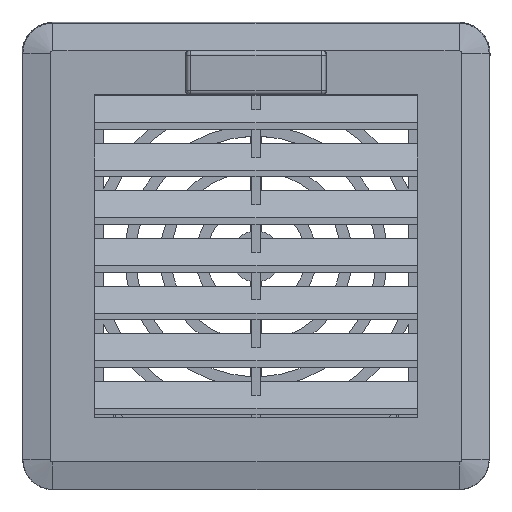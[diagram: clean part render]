
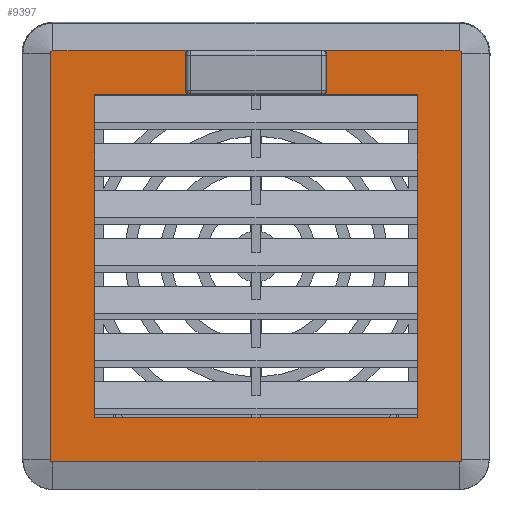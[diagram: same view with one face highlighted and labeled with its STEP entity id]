
A CAD part, top view. The second image highlights one B-rep face of the part: STEP entity #9397.
In plain terms, the highlighted face is planar.
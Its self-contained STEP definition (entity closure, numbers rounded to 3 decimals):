
#1249=PLANE('',#10382);
#1686=FACE_OUTER_BOUND('',#2210,.T.);
#2210=EDGE_LOOP('',(#8599,#8600,#8601,#8602,#8603,#8604,#8605,#8606,#8607,
#8608,#8609,#8610,#8611,#8612,#8613,#8614,#8615,#8616,#8617,#8618));
#2994=LINE('',#15379,#3896);
#3002=LINE('',#15403,#3904);
#3049=LINE('',#15506,#3951);
#3051=LINE('',#15510,#3953);
#3058=LINE('',#15525,#3960);
#3062=LINE('',#15532,#3964);
#3068=LINE('',#15550,#3970);
#3074=LINE('',#15570,#3976);
#3075=LINE('',#15571,#3977);
#3077=LINE('',#15576,#3979);
#3078=LINE('',#15577,#3980);
#3090=LINE('',#15608,#3992);
#3896=VECTOR('',#12523,10.);
#3904=VECTOR('',#12547,10.);
#3951=VECTOR('',#12668,10.);
#3953=VECTOR('',#12672,10.);
#3960=VECTOR('',#12687,10.);
#3964=VECTOR('',#12693,10.);
#3970=VECTOR('',#12717,10.);
#3976=VECTOR('',#12743,10.);
#3977=VECTOR('',#12744,10.);
#3979=VECTOR('',#12748,10.);
#3980=VECTOR('',#12749,10.);
#3992=VECTOR('',#12789,10.);
#4349=CIRCLE('',#10295,1.);
#4351=CIRCLE('',#10299,1.);
#4353=CIRCLE('',#10303,1.);
#4355=CIRCLE('',#10307,1.);
#4357=CIRCLE('',#10337,0.574);
#4360=CIRCLE('',#10352,0.574);
#4363=CIRCLE('',#10359,0.574);
#4368=CIRCLE('',#10376,0.574);
#5071=VERTEX_POINT('',#15369);
#5072=VERTEX_POINT('',#15370);
#5075=VERTEX_POINT('',#15378);
#5077=VERTEX_POINT('',#15384);
#5079=VERTEX_POINT('',#15390);
#5081=VERTEX_POINT('',#15396);
#5083=VERTEX_POINT('',#15402);
#5085=VERTEX_POINT('',#15408);
#5097=VERTEX_POINT('',#15488);
#5098=VERTEX_POINT('',#15490);
#5101=VERTEX_POINT('',#15502);
#5102=VERTEX_POINT('',#15504);
#5103=VERTEX_POINT('',#15508);
#5107=VERTEX_POINT('',#15524);
#5109=VERTEX_POINT('',#15530);
#5111=VERTEX_POINT('',#15540);
#5112=VERTEX_POINT('',#15548);
#5114=VERTEX_POINT('',#15553);
#5118=VERTEX_POINT('',#15574);
#5123=VERTEX_POINT('',#15597);
#6184=EDGE_CURVE('',#5071,#5072,#4349,.T.);
#6188=EDGE_CURVE('',#5075,#5071,#2994,.T.);
#6191=EDGE_CURVE('',#5077,#5075,#4351,.T.);
#6197=EDGE_CURVE('',#5081,#5079,#4353,.T.);
#6200=EDGE_CURVE('',#5083,#5081,#3002,.T.);
#6203=EDGE_CURVE('',#5085,#5083,#4355,.T.);
#6244=EDGE_CURVE('',#5097,#5098,#4357,.T.);
#6252=EDGE_CURVE('',#5101,#5102,#3049,.T.);
#6254=EDGE_CURVE('',#5103,#5097,#3051,.T.);
#6261=EDGE_CURVE('',#5107,#5101,#3058,.T.);
#6265=EDGE_CURVE('',#5102,#5109,#3062,.T.);
#6270=EDGE_CURVE('',#5111,#5103,#4360,.T.);
#6274=EDGE_CURVE('',#5112,#5111,#3068,.T.);
#6276=EDGE_CURVE('',#5114,#5112,#4363,.T.);
#6284=EDGE_CURVE('',#5072,#5107,#3074,.T.);
#6285=EDGE_CURVE('',#5109,#5085,#3075,.T.);
#6287=EDGE_CURVE('',#5118,#5079,#3077,.T.);
#6288=EDGE_CURVE('',#5077,#5114,#3078,.T.);
#6299=EDGE_CURVE('',#5123,#5118,#4368,.T.);
#6304=EDGE_CURVE('',#5098,#5123,#3090,.T.);
#8599=ORIENTED_EDGE('',*,*,#6197,.T.);
#8600=ORIENTED_EDGE('',*,*,#6287,.F.);
#8601=ORIENTED_EDGE('',*,*,#6299,.F.);
#8602=ORIENTED_EDGE('',*,*,#6304,.F.);
#8603=ORIENTED_EDGE('',*,*,#6244,.F.);
#8604=ORIENTED_EDGE('',*,*,#6254,.F.);
#8605=ORIENTED_EDGE('',*,*,#6270,.F.);
#8606=ORIENTED_EDGE('',*,*,#6274,.F.);
#8607=ORIENTED_EDGE('',*,*,#6276,.F.);
#8608=ORIENTED_EDGE('',*,*,#6288,.F.);
#8609=ORIENTED_EDGE('',*,*,#6191,.T.);
#8610=ORIENTED_EDGE('',*,*,#6188,.T.);
#8611=ORIENTED_EDGE('',*,*,#6184,.T.);
#8612=ORIENTED_EDGE('',*,*,#6284,.T.);
#8613=ORIENTED_EDGE('',*,*,#6261,.T.);
#8614=ORIENTED_EDGE('',*,*,#6252,.T.);
#8615=ORIENTED_EDGE('',*,*,#6265,.T.);
#8616=ORIENTED_EDGE('',*,*,#6285,.T.);
#8617=ORIENTED_EDGE('',*,*,#6203,.T.);
#8618=ORIENTED_EDGE('',*,*,#6200,.T.);
#9397=ADVANCED_FACE('',(#1686),#1249,.T.);
#10295=AXIS2_PLACEMENT_3D('',#15371,#12515,#12516);
#10299=AXIS2_PLACEMENT_3D('',#15385,#12528,#12529);
#10303=AXIS2_PLACEMENT_3D('',#15397,#12540,#12541);
#10307=AXIS2_PLACEMENT_3D('',#15409,#12552,#12553);
#10337=AXIS2_PLACEMENT_3D('',#15491,#12651,#12652);
#10352=AXIS2_PLACEMENT_3D('',#15542,#12704,#12705);
#10359=AXIS2_PLACEMENT_3D('',#15555,#12721,#12722);
#10376=AXIS2_PLACEMENT_3D('',#15599,#12773,#12774);
#10382=AXIS2_PLACEMENT_3D('',#15607,#12787,#12788);
#12515=DIRECTION('center_axis',(0.,-1.,0.));
#12516=DIRECTION('ref_axis',(0.,0.,1.));
#12523=DIRECTION('',(0.,0.,1.));
#12528=DIRECTION('center_axis',(0.,-1.,0.));
#12529=DIRECTION('ref_axis',(1.,0.,0.));
#12540=DIRECTION('center_axis',(0.,-1.,0.));
#12541=DIRECTION('ref_axis',(0.,0.,-1.));
#12547=DIRECTION('',(0.,0.,-1.));
#12552=DIRECTION('center_axis',(0.,-1.,0.));
#12553=DIRECTION('ref_axis',(-1.,0.,0.));
#12651=DIRECTION('center_axis',(0.,-1.,0.));
#12652=DIRECTION('ref_axis',(0.,0.,1.));
#12668=DIRECTION('',(-1.,0.,0.));
#12672=DIRECTION('',(-1.,0.,0.));
#12687=DIRECTION('',(0.,0.,1.));
#12693=DIRECTION('',(0.,0.,-1.));
#12704=DIRECTION('center_axis',(0.,-1.,0.));
#12705=DIRECTION('ref_axis',(1.,0.,0.));
#12717=DIRECTION('',(0.,0.,1.));
#12721=DIRECTION('center_axis',(0.,-1.,0.));
#12722=DIRECTION('ref_axis',(0.,0.,-1.));
#12743=DIRECTION('',(1.,0.,0.));
#12744=DIRECTION('',(1.,0.,0.));
#12748=DIRECTION('',(1.,0.,0.));
#12749=DIRECTION('',(1.,0.,0.));
#12773=DIRECTION('center_axis',(0.,-1.,0.));
#12774=DIRECTION('ref_axis',(-1.,0.,0.));
#12787=DIRECTION('center_axis',(0.,1.,0.));
#12788=DIRECTION('ref_axis',(1.,0.,0.));
#12789=DIRECTION('',(0.,0.,-1.));
#15369=CARTESIAN_POINT('',(16.,9.,-37.574));
#15370=CARTESIAN_POINT('',(15.,9.,-36.574));
#15371=CARTESIAN_POINT('Origin',(15.,9.,-37.574));
#15378=CARTESIAN_POINT('',(16.,9.,-45.574));
#15379=CARTESIAN_POINT('',(16.,9.,0.213));
#15384=CARTESIAN_POINT('',(15.,9.,-46.574));
#15385=CARTESIAN_POINT('Origin',(15.,9.,-45.574));
#15390=CARTESIAN_POINT('',(-15.,9.,-46.574));
#15396=CARTESIAN_POINT('',(-16.,9.,-45.574));
#15397=CARTESIAN_POINT('Origin',(-15.,9.,-45.574));
#15402=CARTESIAN_POINT('',(-16.,9.,-37.574));
#15403=CARTESIAN_POINT('',(-16.,9.,4.213));
#15408=CARTESIAN_POINT('',(-15.,9.,-36.574));
#15409=CARTESIAN_POINT('Origin',(-15.,9.,-37.574));
#15488=CARTESIAN_POINT('',(-46.,9.,46.574));
#15490=CARTESIAN_POINT('',(-46.574,9.,46.));
#15491=CARTESIAN_POINT('Origin',(-46.,9.,46.));
#15502=CARTESIAN_POINT('',(36.574,9.,36.574));
#15504=CARTESIAN_POINT('',(-36.574,9.,36.574));
#15506=CARTESIAN_POINT('',(46.,9.,36.574));
#15508=CARTESIAN_POINT('',(46.,9.,46.574));
#15510=CARTESIAN_POINT('',(46.,9.,46.574));
#15524=CARTESIAN_POINT('',(36.574,9.,-36.574));
#15525=CARTESIAN_POINT('',(36.574,9.,-46.));
#15530=CARTESIAN_POINT('',(-36.574,9.,-36.574));
#15532=CARTESIAN_POINT('',(-36.574,9.,46.));
#15540=CARTESIAN_POINT('',(46.574,9.,46.));
#15542=CARTESIAN_POINT('Origin',(46.,9.,46.));
#15548=CARTESIAN_POINT('',(46.574,9.,-46.));
#15550=CARTESIAN_POINT('',(46.574,9.,-46.));
#15553=CARTESIAN_POINT('',(46.,9.,-46.574));
#15555=CARTESIAN_POINT('Origin',(46.,9.,-46.));
#15570=CARTESIAN_POINT('',(-46.,9.,-36.574));
#15571=CARTESIAN_POINT('',(-46.,9.,-36.574));
#15574=CARTESIAN_POINT('',(-46.,9.,-46.574));
#15576=CARTESIAN_POINT('',(-46.,9.,-46.574));
#15577=CARTESIAN_POINT('',(-46.,9.,-46.574));
#15597=CARTESIAN_POINT('',(-46.574,9.,-46.));
#15599=CARTESIAN_POINT('Origin',(-46.,9.,-46.));
#15607=CARTESIAN_POINT('Origin',(-46.574,9.,46.));
#15608=CARTESIAN_POINT('',(-46.574,9.,46.));
